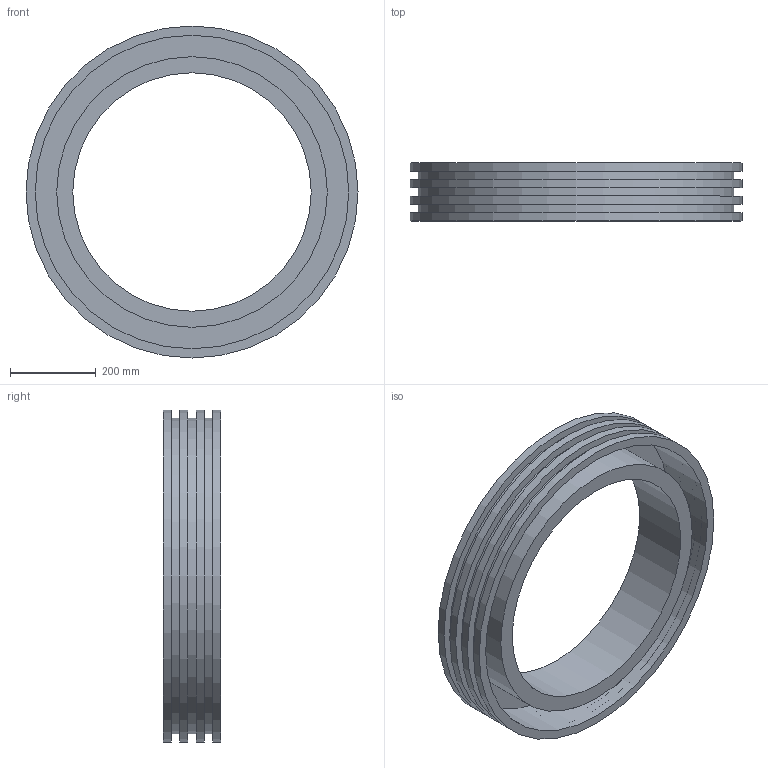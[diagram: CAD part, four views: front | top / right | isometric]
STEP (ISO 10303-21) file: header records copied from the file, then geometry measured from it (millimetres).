
FILE_DESCRIPTION(/* description */ ('PLASSON MAN HOLE ADAPTOR 630'),/* implementation_level */ '2;1');
FILE_NAME(/* name */ '37020630.ipt.stp',/* time_stamp */ '2017-11-06T09:08:34+02:00',/* author */ ('Кирилл'),/* organization */ (''),/* preprocessor_version */ 'ST-DEVELOPER v15.6',/* originating_system */ 'Autodesk Inventor 2015',/* authorisation */ '');
FILE_SCHEMA (('AUTOMOTIVE_DESIGN { 1 0 10303 214 3 1 1 }'));
Length unit declared in the file: millimetre
Products named in the file (1): 37020630
Bounding box: 773 x 135 x 773 mm (x, y, z)
Volume: 14658486.6 mm3; surface area: 1821087.5 mm2
Topology: 1 solids, 1 shells, 20 faces, 30 edges, 20 vertices
Faces by surface type: plane 10, cylinder 10
Full cylindrical faces by diameter (mm): 555 x1, 630 x1, 730 x1, 734.35 x3, 773 x4
Entity records: 432 total; most frequent: DIRECTION 82, CARTESIAN_POINT 61, AXIS2_PLACEMENT_3D 41, EDGE_LOOP 40, ORIENTED_EDGE 40, FACE_BOUND 20, FACE_OUTER_BOUND 20, CIRCLE 20
